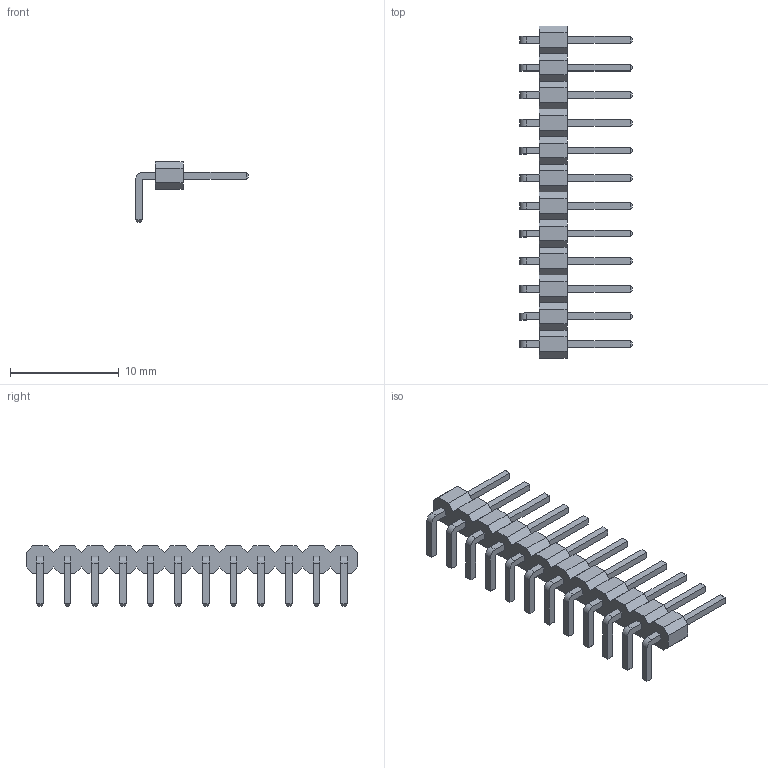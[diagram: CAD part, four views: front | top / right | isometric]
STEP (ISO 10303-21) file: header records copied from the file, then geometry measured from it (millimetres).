
FILE_DESCRIPTION(('FreeCAD Model'),'2;1');
FILE_NAME('Open CASCADE Shape Model','2025-10-28T22:47:58',(''),(''), 'Open CASCADE STEP processor 7.7','FreeCAD','Unknown');
FILE_SCHEMA(('AUTOMOTIVE_DESIGN { 1 0 10303 214 1 1 1 1 }'));
Length unit declared in the file: millimetre
Products named in the file (14): Unnamed; Body; Pin001; Pin002; Pin003; Pin004; Pin005; Pin006; Pin007; Pin008; Pin009; Pin010; Pin011; Pin012
Assembly tree (13 placements, depth 2):
  Unnamed
    Body
    Pin001
    Pin002
    Pin003
    Pin004
    Pin005
    Pin006
    Pin007
    Pin008
    Pin009
    Pin010
    Pin011
    Pin012
Bounding box: 10.36 x 30.48 x 5.54 mm (x, y, z)
Volume: 230.9 mm3; surface area: 833.8 mm2
Topology: 13 solids, 13 shells, 328 faces, 810 edges, 508 vertices
Faces by surface type: plane 316, cylinder 12
Entity records: 9792 total; most frequent: CARTESIAN_POINT 1660, ORIENTED_EDGE 1620, DIRECTION 1518, EDGE_CURVE 810, LINE 786, VECTOR 786, VERTEX_POINT 508, AXIS2_PLACEMENT_3D 366
